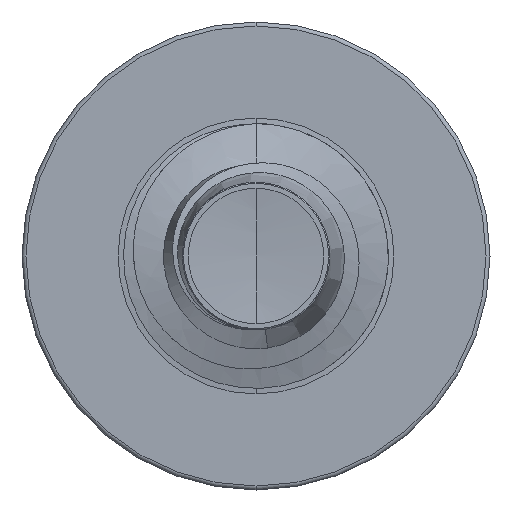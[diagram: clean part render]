
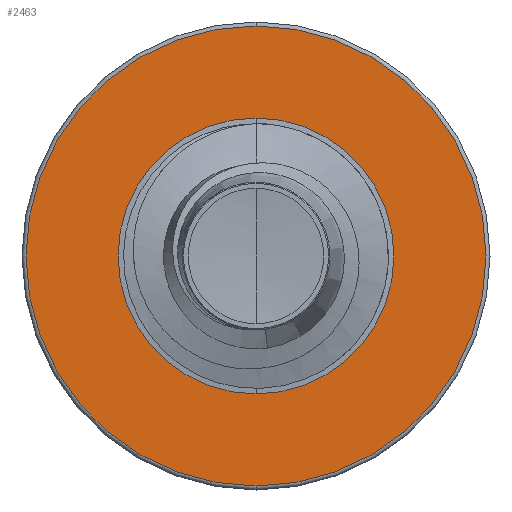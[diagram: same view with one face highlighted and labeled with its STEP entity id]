
A CAD part, front view. The second image highlights one B-rep face of the part: STEP entity #2463.
In plain terms, the highlighted planar face has unit normal (0, -1, 0).
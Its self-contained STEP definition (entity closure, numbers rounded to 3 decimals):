
#284 = EDGE_CURVE ( 'NONE', #897, #7981, #9729, .T. ) ;
#528 = ORIENTED_EDGE ( 'NONE', *, *, #5159, .T. ) ;
#897 = VERTEX_POINT ( 'NONE', #1974 ) ;
#1974 = CARTESIAN_POINT ( 'NONE',  ( 0., 3., 2.605 ) ) ;
#2044 = FACE_OUTER_BOUND ( 'NONE', #7001, .T. ) ;
#2463 = ADVANCED_FACE ( 'NONE', ( #2044, #9369 ), #8458, .F. ) ;
#3297 = CIRCLE ( 'NONE', #10032, 1.562 ) ;
#3491 = DIRECTION ( 'NONE',  ( 0., 0., 1. ) ) ;
#4112 = AXIS2_PLACEMENT_3D ( 'NONE', #8453, #7280, #3491 ) ;
#4197 = CIRCLE ( 'NONE', #9116, 2.605 ) ;
#4226 = EDGE_LOOP ( 'NONE', ( #528, #8404 ) ) ;
#5159 = EDGE_CURVE ( 'NONE', #7244, #10664, #3297, .T. ) ;
#5926 = AXIS2_PLACEMENT_3D ( 'NONE', #8499, #8491, #8446 ) ;
#6017 = CARTESIAN_POINT ( 'NONE',  ( 0., 3., -2.605 ) ) ;
#6753 = DIRECTION ( 'NONE',  ( 0., 0., 1. ) ) ;
#6772 = DIRECTION ( 'NONE',  ( 0., 1., 0. ) ) ;
#6774 = CARTESIAN_POINT ( 'NONE',  ( 0., 3., 0. ) ) ;
#7001 = EDGE_LOOP ( 'NONE', ( #8197, #9834 ) ) ;
#7244 = VERTEX_POINT ( 'NONE', #8822 ) ;
#7280 = DIRECTION ( 'NONE',  ( 0., 1., 0. ) ) ;
#7426 = DIRECTION ( 'NONE',  ( 0., 0., 1. ) ) ;
#7429 = DIRECTION ( 'NONE',  ( 0., 1., 0. ) ) ;
#7464 = CARTESIAN_POINT ( 'NONE',  ( 0., 3., 0. ) ) ;
#7897 = EDGE_CURVE ( 'NONE', #7981, #897, #4197, .T. ) ;
#7981 = VERTEX_POINT ( 'NONE', #6017 ) ;
#8197 = ORIENTED_EDGE ( 'NONE', *, *, #284, .F. ) ;
#8404 = ORIENTED_EDGE ( 'NONE', *, *, #9911, .T. ) ;
#8446 = DIRECTION ( 'NONE',  ( 0., 0., 1. ) ) ;
#8453 = CARTESIAN_POINT ( 'NONE',  ( 0., 3., 0. ) ) ;
#8458 = PLANE ( 'NONE',  #5926 ) ;
#8491 = DIRECTION ( 'NONE',  ( 0., 1., 0. ) ) ;
#8499 = CARTESIAN_POINT ( 'NONE',  ( 0., 3., -1.562 ) ) ;
#8605 = CIRCLE ( 'NONE', #9693, 1.562 ) ;
#8612 = CARTESIAN_POINT ( 'NONE',  ( 0., 3., -1.562 ) ) ;
#8822 = CARTESIAN_POINT ( 'NONE',  ( 0., 3., 1.562 ) ) ;
#9116 = AXIS2_PLACEMENT_3D ( 'NONE', #6774, #6772, #6753 ) ;
#9369 = FACE_BOUND ( 'NONE', #4226, .T. ) ;
#9693 = AXIS2_PLACEMENT_3D ( 'NONE', #10321, #10303, #10313 ) ;
#9729 = CIRCLE ( 'NONE', #4112, 2.605 ) ;
#9834 = ORIENTED_EDGE ( 'NONE', *, *, #7897, .F. ) ;
#9911 = EDGE_CURVE ( 'NONE', #10664, #7244, #8605, .T. ) ;
#10032 = AXIS2_PLACEMENT_3D ( 'NONE', #7464, #7429, #7426 ) ;
#10303 = DIRECTION ( 'NONE',  ( 0., 1., 0. ) ) ;
#10313 = DIRECTION ( 'NONE',  ( 0., 0., 1. ) ) ;
#10321 = CARTESIAN_POINT ( 'NONE',  ( 0., 3., 0. ) ) ;
#10664 = VERTEX_POINT ( 'NONE', #8612 ) ;
